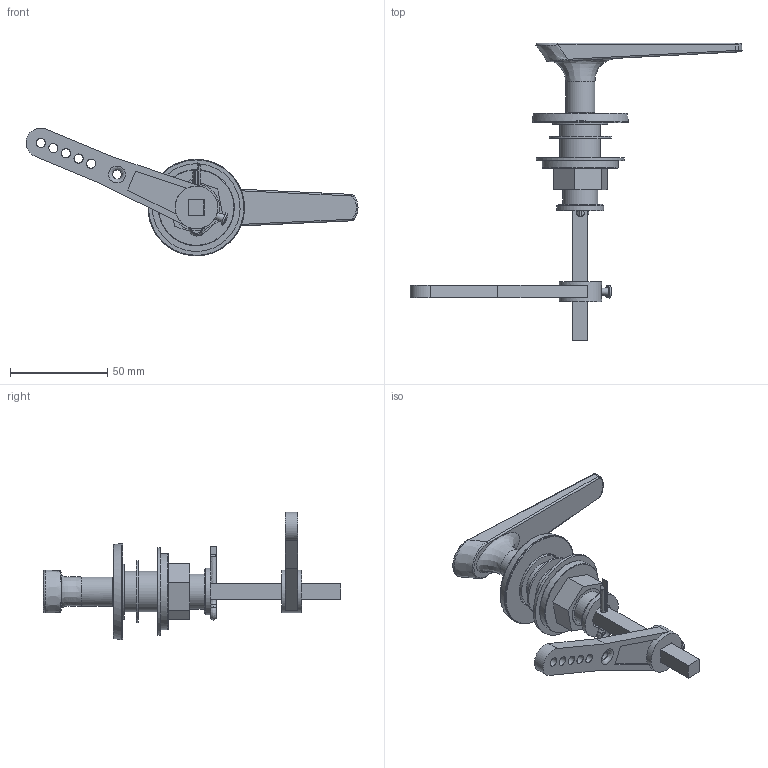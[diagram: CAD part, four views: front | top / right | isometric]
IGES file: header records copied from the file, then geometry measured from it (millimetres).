
Global section: file name: T2077-COL; native system: Autodesk Inventor 2020; preprocessor: unknown; author: rclarke; date: 20221128.120704; units: millimetre
Bounding box: 170.35 x 152.5 x 65.5 mm (x, y, z)
Volume: 63047.4 mm3; surface area: 39031.2 mm2
Topology: 11 solids, 11 shells, 189 faces, 479 edges, 325 vertices
Faces by surface type: bspline 189
